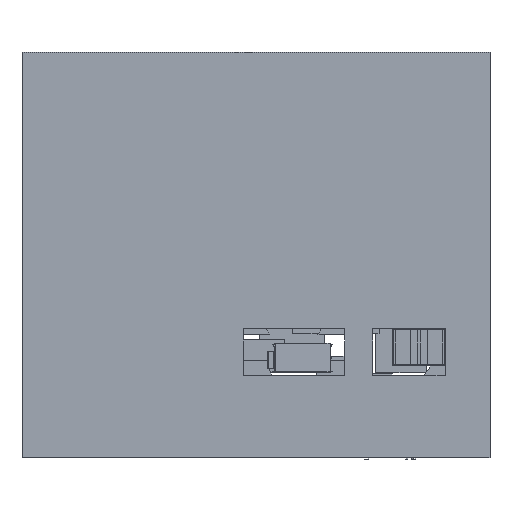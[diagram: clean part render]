
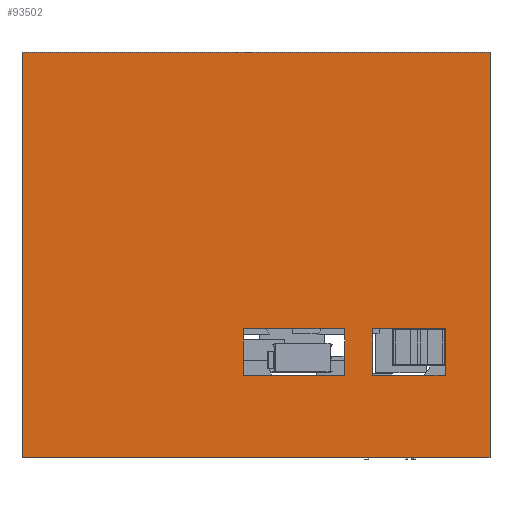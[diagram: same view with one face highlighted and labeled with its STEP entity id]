
A CAD part, front view. The second image highlights one B-rep face of the part: STEP entity #93502.
In plain terms, the highlighted planar face has unit normal (0, -1, 0).
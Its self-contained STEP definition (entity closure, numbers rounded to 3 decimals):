
#593 = CARTESIAN_POINT ( 'NONE',  ( 2370., -2000., -2663. ) ) ;
#682 = CARTESIAN_POINT ( 'NONE',  ( 3920., -2000., 8480. ) ) ;
#806 = CARTESIAN_POINT ( 'NONE',  ( -1092.5, -2000., -2663. ) ) ;
#2027 = CARTESIAN_POINT ( 'NONE',  ( -12220., -2000., 8480. ) ) ;
#7374 = CARTESIAN_POINT ( 'NONE',  ( 2370., -2000., -1063. ) ) ;
#8244 = CARTESIAN_POINT ( 'NONE',  ( 0., -2000., 0. ) ) ;
#12002 = VECTOR ( 'NONE', #84836, 1000. ) ;
#12829 = VERTEX_POINT ( 'NONE', #7374 ) ;
#12986 = VECTOR ( 'NONE', #14024, 1000. ) ;
#14024 = DIRECTION ( 'NONE',  ( 1., 0., 0. ) ) ;
#14859 = EDGE_CURVE ( 'NONE', #121583, #75072, #177518, .T. ) ;
#14986 = LINE ( 'NONE', #593, #56644 ) ;
#21096 = VERTEX_POINT ( 'NONE', #188786 ) ;
#22620 = DIRECTION ( 'NONE',  ( 0., 0., -1. ) ) ;
#24504 = FACE_BOUND ( 'NONE', #46322, .T. ) ;
#25646 = CARTESIAN_POINT ( 'NONE',  ( 3920., -2000., -5506. ) ) ;
#26321 = LINE ( 'NONE', #67593, #12002 ) ;
#27016 = ORIENTED_EDGE ( 'NONE', *, *, #97635, .T. ) ;
#27801 = LINE ( 'NONE', #189064, #93512 ) ;
#32417 = CARTESIAN_POINT ( 'NONE',  ( -4592.5, -2000., -2663. ) ) ;
#34158 = CARTESIAN_POINT ( 'NONE',  ( -4592.5, -2000., -1063. ) ) ;
#34572 = AXIS2_PLACEMENT_3D ( 'NONE', #8244, #155938, #22620 ) ;
#35044 = VERTEX_POINT ( 'NONE', #25646 ) ;
#35821 = EDGE_CURVE ( 'NONE', #141485, #35044, #187745, .T. ) ;
#38148 = ORIENTED_EDGE ( 'NONE', *, *, #181323, .T. ) ;
#39766 = CARTESIAN_POINT ( 'NONE',  ( -12220., -2000., 8480. ) ) ;
#40887 = DIRECTION ( 'NONE',  ( -1., 0., 0. ) ) ;
#43145 = DIRECTION ( 'NONE',  ( 0., 0., 1. ) ) ;
#45945 = CARTESIAN_POINT ( 'NONE',  ( -130., -2000., -2663. ) ) ;
#46075 = LINE ( 'NONE', #2027, #69391 ) ;
#46322 = EDGE_LOOP ( 'NONE', ( #38148, #63311, #101780, #58954 ) ) ;
#47364 = VECTOR ( 'NONE', #65307, 1000. ) ;
#52618 = VECTOR ( 'NONE', #91101, 1000. ) ;
#53824 = EDGE_CURVE ( 'NONE', #184916, #154496, #179422, .T. ) ;
#54437 = ORIENTED_EDGE ( 'NONE', *, *, #81130, .T. ) ;
#54690 = CARTESIAN_POINT ( 'NONE',  ( -1092.5, -2000., -1063. ) ) ;
#56644 = VECTOR ( 'NONE', #119447, 1000. ) ;
#58820 = DIRECTION ( 'NONE',  ( 0., 0., 1. ) ) ;
#58954 = ORIENTED_EDGE ( 'NONE', *, *, #53824, .T. ) ;
#58962 = ORIENTED_EDGE ( 'NONE', *, *, #120994, .T. ) ;
#62285 = CARTESIAN_POINT ( 'NONE',  ( -130., -2000., -1063. ) ) ;
#63311 = ORIENTED_EDGE ( 'NONE', *, *, #117354, .T. ) ;
#65307 = DIRECTION ( 'NONE',  ( 0., 0., 1. ) ) ;
#65951 = LINE ( 'NONE', #124432, #170281 ) ;
#67593 = CARTESIAN_POINT ( 'NONE',  ( -1092.5, -2000., -1063. ) ) ;
#69391 = VECTOR ( 'NONE', #189233, 1000. ) ;
#69564 = PLANE ( 'NONE',  #34572 ) ;
#69674 = CARTESIAN_POINT ( 'NONE',  ( -12220., -2000., -5506. ) ) ;
#72051 = ORIENTED_EDGE ( 'NONE', *, *, #79004, .T. ) ;
#75072 = VERTEX_POINT ( 'NONE', #133694 ) ;
#79004 = EDGE_CURVE ( 'NONE', #93267, #79426, #65951, .T. ) ;
#79426 = VERTEX_POINT ( 'NONE', #39766 ) ;
#81130 = EDGE_CURVE ( 'NONE', #79426, #141485, #46075, .T. ) ;
#84836 = DIRECTION ( 'NONE',  ( 0., 0., -1. ) ) ;
#91101 = DIRECTION ( 'NONE',  ( -1., 0., 0. ) ) ;
#92056 = LINE ( 'NONE', #62285, #125304 ) ;
#93033 = EDGE_LOOP ( 'NONE', ( #115253, #173796, #58962, #27016 ) ) ;
#93267 = VERTEX_POINT ( 'NONE', #682 ) ;
#93502 = ADVANCED_FACE ( 'NONE', ( #24504, #96473, #156884 ), #69564, .T. ) ;
#93512 = VECTOR ( 'NONE', #114121, 1000. ) ;
#96473 = FACE_OUTER_BOUND ( 'NONE', #112359, .T. ) ;
#97532 = CARTESIAN_POINT ( 'NONE',  ( 3920., -2000., 8480. ) ) ;
#97635 = EDGE_CURVE ( 'NONE', #21096, #121583, #172414, .T. ) ;
#101780 = ORIENTED_EDGE ( 'NONE', *, *, #173971, .T. ) ;
#102972 = VECTOR ( 'NONE', #40887, 1000. ) ;
#105878 = VECTOR ( 'NONE', #43145, 1000. ) ;
#111323 = CARTESIAN_POINT ( 'NONE',  ( -4592.5, -2000., -1063. ) ) ;
#112359 = EDGE_LOOP ( 'NONE', ( #54437, #131464, #162061, #72051 ) ) ;
#114121 = DIRECTION ( 'NONE',  ( 1., 0., 0. ) ) ;
#115253 = ORIENTED_EDGE ( 'NONE', *, *, #14859, .T. ) ;
#117354 = EDGE_CURVE ( 'NONE', #181552, #143152, #27801, .T. ) ;
#119447 = DIRECTION ( 'NONE',  ( 0., 0., -1. ) ) ;
#119774 = EDGE_CURVE ( 'NONE', #75072, #12829, #92056, .T. ) ;
#120994 = EDGE_CURVE ( 'NONE', #12829, #21096, #14986, .T. ) ;
#121583 = VERTEX_POINT ( 'NONE', #144035 ) ;
#124432 = CARTESIAN_POINT ( 'NONE',  ( -12220., -2000., 8480. ) ) ;
#125304 = VECTOR ( 'NONE', #149610, 1000. ) ;
#128166 = LINE ( 'NONE', #97532, #165107 ) ;
#131464 = ORIENTED_EDGE ( 'NONE', *, *, #35821, .T. ) ;
#133694 = CARTESIAN_POINT ( 'NONE',  ( -130., -2000., -1063. ) ) ;
#138424 = CARTESIAN_POINT ( 'NONE',  ( -12220., -2000., -5506. ) ) ;
#141485 = VERTEX_POINT ( 'NONE', #138424 ) ;
#143152 = VERTEX_POINT ( 'NONE', #54690 ) ;
#144035 = CARTESIAN_POINT ( 'NONE',  ( -130., -2000., -2663. ) ) ;
#146375 = CARTESIAN_POINT ( 'NONE',  ( -130., -2000., -2663. ) ) ;
#149610 = DIRECTION ( 'NONE',  ( 1., 0., 0. ) ) ;
#154496 = VERTEX_POINT ( 'NONE', #32417 ) ;
#155938 = DIRECTION ( 'NONE',  ( 0., -1., 0. ) ) ;
#156884 = FACE_BOUND ( 'NONE', #93033, .T. ) ;
#161415 = EDGE_CURVE ( 'NONE', #35044, #93267, #128166, .T. ) ;
#162061 = ORIENTED_EDGE ( 'NONE', *, *, #161415, .T. ) ;
#165107 = VECTOR ( 'NONE', #58820, 1000. ) ;
#168958 = LINE ( 'NONE', #111323, #47364 ) ;
#170281 = VECTOR ( 'NONE', #183074, 1000. ) ;
#172414 = LINE ( 'NONE', #146375, #102972 ) ;
#173796 = ORIENTED_EDGE ( 'NONE', *, *, #119774, .T. ) ;
#173971 = EDGE_CURVE ( 'NONE', #143152, #184916, #26321, .T. ) ;
#177518 = LINE ( 'NONE', #45945, #105878 ) ;
#179422 = LINE ( 'NONE', #188405, #52618 ) ;
#181323 = EDGE_CURVE ( 'NONE', #154496, #181552, #168958, .T. ) ;
#181552 = VERTEX_POINT ( 'NONE', #34158 ) ;
#183074 = DIRECTION ( 'NONE',  ( -1., 0., 0. ) ) ;
#184916 = VERTEX_POINT ( 'NONE', #806 ) ;
#187745 = LINE ( 'NONE', #69674, #12986 ) ;
#188405 = CARTESIAN_POINT ( 'NONE',  ( -4592.5, -2000., -2663. ) ) ;
#188786 = CARTESIAN_POINT ( 'NONE',  ( 2370., -2000., -2663. ) ) ;
#189064 = CARTESIAN_POINT ( 'NONE',  ( -4592.5, -2000., -1063. ) ) ;
#189233 = DIRECTION ( 'NONE',  ( 0., 0., -1. ) ) ;
